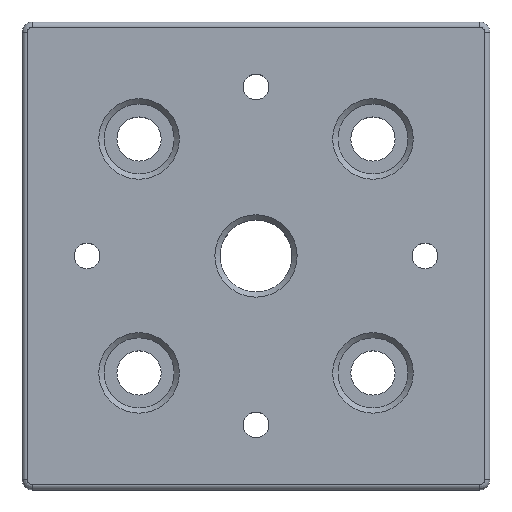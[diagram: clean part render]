
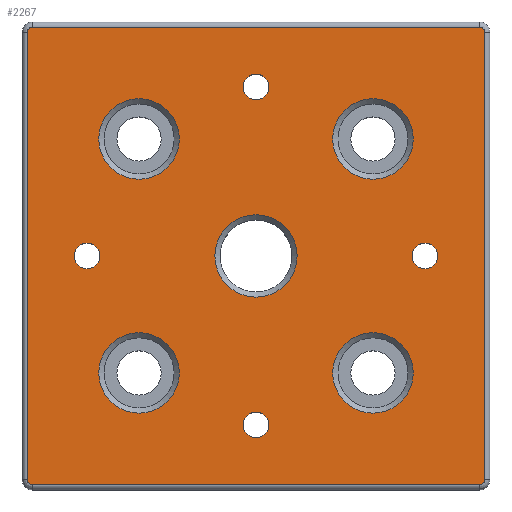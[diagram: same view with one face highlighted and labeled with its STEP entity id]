
A CAD part, top view. The second image highlights one B-rep face of the part: STEP entity #2267.
In plain terms, the highlighted planar face has unit normal (0, 0, 1).
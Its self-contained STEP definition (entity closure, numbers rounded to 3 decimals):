
#24=FACE_BOUND('',#329,.T.);
#25=FACE_BOUND('',#330,.T.);
#26=FACE_BOUND('',#331,.T.);
#27=FACE_BOUND('',#332,.T.);
#28=FACE_BOUND('',#333,.T.);
#29=FACE_BOUND('',#334,.T.);
#30=FACE_BOUND('',#335,.T.);
#31=FACE_BOUND('',#336,.T.);
#32=FACE_BOUND('',#337,.T.);
#100=PLANE('',#2515);
#195=FACE_OUTER_BOUND('',#328,.T.);
#328=EDGE_LOOP('',(#1849,#1850,#1851,#1852,#1853,#1854,#1855,#1856));
#329=EDGE_LOOP('',(#1857));
#330=EDGE_LOOP('',(#1858));
#331=EDGE_LOOP('',(#1859));
#332=EDGE_LOOP('',(#1860));
#333=EDGE_LOOP('',(#1861));
#334=EDGE_LOOP('',(#1862));
#335=EDGE_LOOP('',(#1863));
#336=EDGE_LOOP('',(#1864));
#337=EDGE_LOOP('',(#1865));
#546=LINE('',#3862,#698);
#547=LINE('',#3866,#699);
#548=LINE('',#3870,#700);
#549=LINE('',#3873,#701);
#698=VECTOR('',#3147,86.);
#699=VECTOR('',#3150,86.);
#700=VECTOR('',#3153,86.);
#701=VECTOR('',#3156,86.);
#835=CIRCLE('',#2514,7.75);
#836=CIRCLE('',#2516,1.);
#837=CIRCLE('',#2517,1.);
#838=CIRCLE('',#2518,1.);
#839=CIRCLE('',#2519,1.);
#840=CIRCLE('',#2520,7.75);
#841=CIRCLE('',#2521,7.75);
#842=CIRCLE('',#2522,2.459);
#843=CIRCLE('',#2523,2.459);
#844=CIRCLE('',#2524,2.459);
#845=CIRCLE('',#2525,2.459);
#846=CIRCLE('',#2526,7.75);
#847=CIRCLE('',#2527,7.918);
#1058=VERTEX_POINT('',#3855);
#1059=VERTEX_POINT('',#3858);
#1060=VERTEX_POINT('',#3859);
#1061=VERTEX_POINT('',#3861);
#1062=VERTEX_POINT('',#3863);
#1063=VERTEX_POINT('',#3865);
#1064=VERTEX_POINT('',#3867);
#1065=VERTEX_POINT('',#3869);
#1066=VERTEX_POINT('',#3871);
#1067=VERTEX_POINT('',#3874);
#1068=VERTEX_POINT('',#3876);
#1069=VERTEX_POINT('',#3878);
#1070=VERTEX_POINT('',#3880);
#1071=VERTEX_POINT('',#3882);
#1072=VERTEX_POINT('',#3884);
#1073=VERTEX_POINT('',#3886);
#1074=VERTEX_POINT('',#3888);
#1361=EDGE_CURVE('',#1058,#1058,#835,.T.);
#1362=EDGE_CURVE('',#1059,#1060,#836,.T.);
#1363=EDGE_CURVE('',#1061,#1059,#546,.T.);
#1364=EDGE_CURVE('',#1062,#1061,#837,.T.);
#1365=EDGE_CURVE('',#1063,#1062,#547,.T.);
#1366=EDGE_CURVE('',#1064,#1063,#838,.T.);
#1367=EDGE_CURVE('',#1065,#1064,#548,.T.);
#1368=EDGE_CURVE('',#1066,#1065,#839,.T.);
#1369=EDGE_CURVE('',#1060,#1066,#549,.T.);
#1370=EDGE_CURVE('',#1067,#1067,#840,.T.);
#1371=EDGE_CURVE('',#1068,#1068,#841,.T.);
#1372=EDGE_CURVE('',#1069,#1069,#842,.T.);
#1373=EDGE_CURVE('',#1070,#1070,#843,.T.);
#1374=EDGE_CURVE('',#1071,#1071,#844,.T.);
#1375=EDGE_CURVE('',#1072,#1072,#845,.T.);
#1376=EDGE_CURVE('',#1073,#1073,#846,.T.);
#1377=EDGE_CURVE('',#1074,#1074,#847,.T.);
#1849=ORIENTED_EDGE('',*,*,#1362,.F.);
#1850=ORIENTED_EDGE('',*,*,#1363,.F.);
#1851=ORIENTED_EDGE('',*,*,#1364,.F.);
#1852=ORIENTED_EDGE('',*,*,#1365,.F.);
#1853=ORIENTED_EDGE('',*,*,#1366,.F.);
#1854=ORIENTED_EDGE('',*,*,#1367,.F.);
#1855=ORIENTED_EDGE('',*,*,#1368,.F.);
#1856=ORIENTED_EDGE('',*,*,#1369,.F.);
#1857=ORIENTED_EDGE('',*,*,#1370,.F.);
#1858=ORIENTED_EDGE('',*,*,#1371,.F.);
#1859=ORIENTED_EDGE('',*,*,#1372,.T.);
#1860=ORIENTED_EDGE('',*,*,#1373,.T.);
#1861=ORIENTED_EDGE('',*,*,#1374,.T.);
#1862=ORIENTED_EDGE('',*,*,#1375,.T.);
#1863=ORIENTED_EDGE('',*,*,#1376,.F.);
#1864=ORIENTED_EDGE('',*,*,#1377,.F.);
#1865=ORIENTED_EDGE('',*,*,#1361,.F.);
#2267=ADVANCED_FACE('',(#195,#24,#25,#26,#27,#28,#29,#30,#31,#32),#100,
 .T.);
#2514=AXIS2_PLACEMENT_3D('',#3856,#3141,#3142);
#2515=AXIS2_PLACEMENT_3D('',#3857,#3143,#3144);
#2516=AXIS2_PLACEMENT_3D('',#3860,#3145,#3146);
#2517=AXIS2_PLACEMENT_3D('',#3864,#3148,#3149);
#2518=AXIS2_PLACEMENT_3D('',#3868,#3151,#3152);
#2519=AXIS2_PLACEMENT_3D('',#3872,#3154,#3155);
#2520=AXIS2_PLACEMENT_3D('',#3875,#3157,#3158);
#2521=AXIS2_PLACEMENT_3D('',#3877,#3159,#3160);
#2522=AXIS2_PLACEMENT_3D('',#3879,#3161,#3162);
#2523=AXIS2_PLACEMENT_3D('',#3881,#3163,#3164);
#2524=AXIS2_PLACEMENT_3D('',#3883,#3165,#3166);
#2525=AXIS2_PLACEMENT_3D('',#3885,#3167,#3168);
#2526=AXIS2_PLACEMENT_3D('',#3887,#3169,#3170);
#2527=AXIS2_PLACEMENT_3D('',#3889,#3171,#3172);
#3141=DIRECTION('center_axis',(0.,0.,1.));
#3142=DIRECTION('ref_axis',(-1.,0.,0.));
#3143=DIRECTION('center_axis',(0.,0.,1.));
#3144=DIRECTION('ref_axis',(1.,0.,0.));
#3145=DIRECTION('center_axis',(0.,0.,-1.));
#3146=DIRECTION('ref_axis',(-0.707,-0.707,0.));
#3147=DIRECTION('',(-1.,0.,0.));
#3148=DIRECTION('center_axis',(0.,0.,-1.));
#3149=DIRECTION('ref_axis',(0.707,-0.707,0.));
#3150=DIRECTION('',(0.,-1.,0.));
#3151=DIRECTION('center_axis',(0.,0.,-1.));
#3152=DIRECTION('ref_axis',(0.707,0.707,0.));
#3153=DIRECTION('',(1.,0.,0.));
#3154=DIRECTION('center_axis',(0.,0.,-1.));
#3155=DIRECTION('ref_axis',(-0.707,0.707,0.));
#3156=DIRECTION('',(0.,1.,0.));
#3157=DIRECTION('center_axis',(0.,0.,1.));
#3158=DIRECTION('ref_axis',(-1.,0.,0.));
#3159=DIRECTION('center_axis',(0.,0.,1.));
#3160=DIRECTION('ref_axis',(-1.,0.,0.));
#3161=DIRECTION('center_axis',(0.,0.,-1.));
#3162=DIRECTION('ref_axis',(1.,0.,0.));
#3163=DIRECTION('center_axis',(0.,0.,-1.));
#3164=DIRECTION('ref_axis',(1.,0.,0.));
#3165=DIRECTION('center_axis',(0.,0.,-1.));
#3166=DIRECTION('ref_axis',(1.,0.,0.));
#3167=DIRECTION('center_axis',(0.,0.,-1.));
#3168=DIRECTION('ref_axis',(1.,0.,0.));
#3169=DIRECTION('center_axis',(0.,0.,1.));
#3170=DIRECTION('ref_axis',(-1.,0.,0.));
#3171=DIRECTION('center_axis',(0.,0.,1.));
#3172=DIRECTION('ref_axis',(-1.,0.,0.));
#3855=CARTESIAN_POINT('',(30.25,22.5,0.));
#3856=CARTESIAN_POINT('Origin',(22.5,22.5,0.));
#3857=CARTESIAN_POINT('Origin',(0.,0.,0.));
#3858=CARTESIAN_POINT('',(-43.,-44.,0.));
#3859=CARTESIAN_POINT('',(-44.,-43.,0.));
#3860=CARTESIAN_POINT('Origin',(-43.,-43.,0.));
#3861=CARTESIAN_POINT('',(43.,-44.,0.));
#3862=CARTESIAN_POINT('',(22.5,-44.,0.));
#3863=CARTESIAN_POINT('',(44.,-43.,0.));
#3864=CARTESIAN_POINT('Origin',(43.,-43.,0.));
#3865=CARTESIAN_POINT('',(44.,43.,0.));
#3866=CARTESIAN_POINT('',(44.,22.5,0.));
#3867=CARTESIAN_POINT('',(43.,44.,0.));
#3868=CARTESIAN_POINT('Origin',(43.,43.,0.));
#3869=CARTESIAN_POINT('',(-43.,44.,0.));
#3870=CARTESIAN_POINT('',(-22.5,44.,0.));
#3871=CARTESIAN_POINT('',(-44.,43.,0.));
#3872=CARTESIAN_POINT('Origin',(-43.,43.,0.));
#3873=CARTESIAN_POINT('',(-44.,-22.5,0.));
#3874=CARTESIAN_POINT('',(30.25,-22.5,0.));
#3875=CARTESIAN_POINT('Origin',(22.5,-22.5,0.));
#3876=CARTESIAN_POINT('',(-14.75,-22.5,0.));
#3877=CARTESIAN_POINT('Origin',(-22.5,-22.5,0.));
#3878=CARTESIAN_POINT('',(2.459,32.5,0.));
#3879=CARTESIAN_POINT('Origin',(0.,32.5,0.));
#3880=CARTESIAN_POINT('',(-30.042,0.,0.));
#3881=CARTESIAN_POINT('Origin',(-32.5,0.,0.));
#3882=CARTESIAN_POINT('',(34.959,0.,0.));
#3883=CARTESIAN_POINT('Origin',(32.5,0.,0.));
#3884=CARTESIAN_POINT('',(2.459,-32.5,0.));
#3885=CARTESIAN_POINT('Origin',(0.,-32.5,0.));
#3886=CARTESIAN_POINT('',(-14.75,22.5,0.));
#3887=CARTESIAN_POINT('Origin',(-22.5,22.5,0.));
#3888=CARTESIAN_POINT('',(7.918,0.,0.));
#3889=CARTESIAN_POINT('Origin',(0.,0.,0.));
